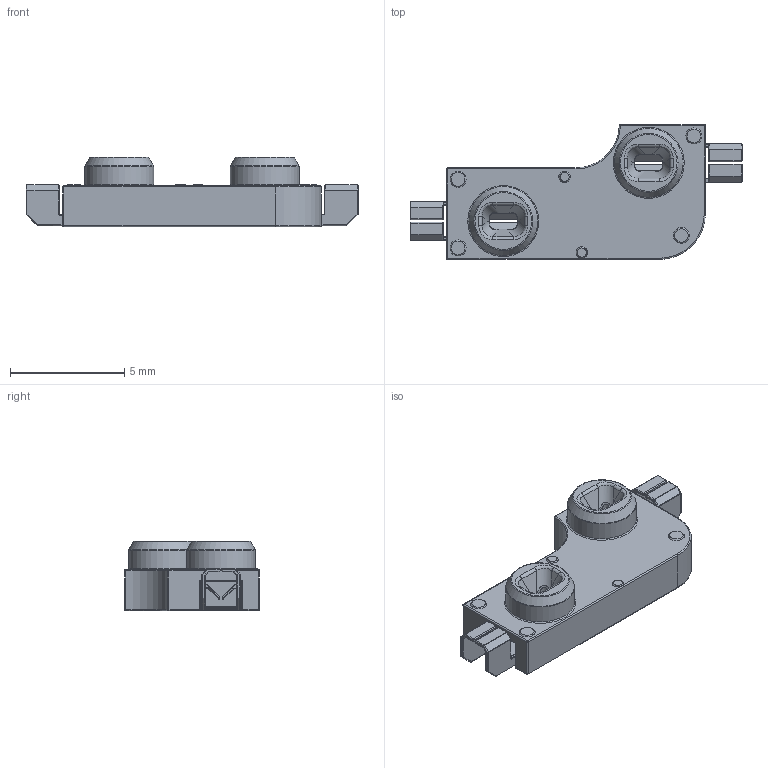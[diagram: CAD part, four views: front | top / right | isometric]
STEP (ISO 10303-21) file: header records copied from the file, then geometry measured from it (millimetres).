
FILE_DESCRIPTION(/* description */ (''),/* implementation_level */ '2;1');
FILE_NAME(/* name */ 'kailh_socket_mx.stp',/* time_stamp */ '2018-03-31T23:20:14+02:00',/* author */ ('master'),/* organization */ (''),/* preprocessor_version */ 'ST-DEVELOPER v16.13',/* originating_system */ 'Autodesk Inventor 2018',/* authorisation */ '');
FILE_SCHEMA (('CONFIG_CONTROL_DESIGN'));
Length unit declared in the file: millimetre
Products named in the file (1): cherrymx
Bounding box: 14.5 x 5.89 x 3.05 mm (x, y, z)
Volume: 94.1 mm3; surface area: 285.6 mm2
Topology: 3 solids, 3 shells, 621 faces, 1418 edges, 815 vertices
Faces by surface type: cylinder 257, plane 173, sphere 66, bspline 61, torus 56, cone 8
Full cylindrical faces by diameter (mm): 3 x2
Entity records: 18375 total; most frequent: CARTESIAN_POINT 4060, DIRECTION 3058, ORIENTED_EDGE 2798, EDGE_CURVE 1399, AXIS2_PLACEMENT_3D 1170, VERTEX_POINT 814, LINE 718, VECTOR 718
